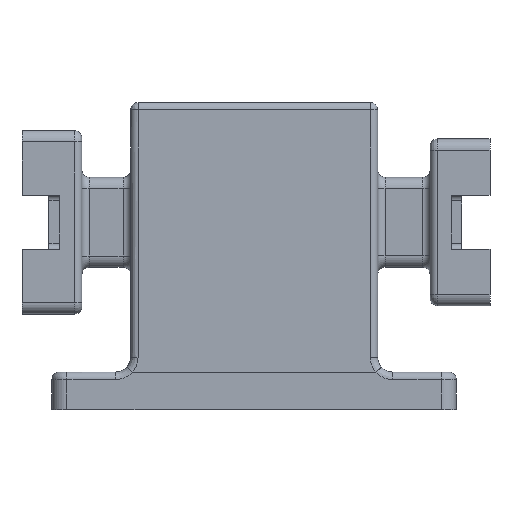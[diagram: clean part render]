
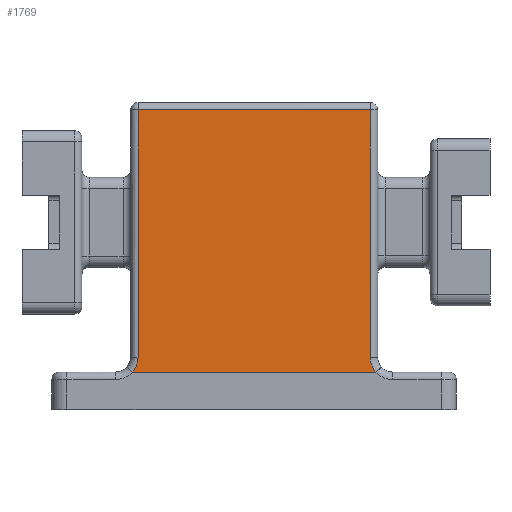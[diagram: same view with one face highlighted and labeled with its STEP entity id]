
A CAD part, front view. The second image highlights one B-rep face of the part: STEP entity #1769.
In plain terms, the highlighted planar face has unit normal (0, -1, 0).
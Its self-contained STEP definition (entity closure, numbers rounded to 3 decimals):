
#562 = EDGE_CURVE('',#563,#565,#567,.T.);
#563 = VERTEX_POINT('',#564);
#564 = CARTESIAN_POINT('',(-15.5,-16.,40.));
#565 = VERTEX_POINT('',#566);
#566 = CARTESIAN_POINT('',(-15.5,-16.,7.));
#567 = B_SPLINE_CURVE_WITH_KNOTS('',13,(#568,#569,#570,#571,#572,#573,
    #574,#575,#576,#577,#578,#579,#580,#581,#582,#583,#584,#585,#586,
    #587,#588,#589,#590,#591,#592,#593,#594,#595,#596,#597,#598,#599,
    #600,#601,#602,#603,#604,#605),.UNSPECIFIED.,.F.,.F.,(14,12,12,14),(
    -2.318,-2.315,-1.157,0.)
  ,.UNSPECIFIED.);
#568 = CARTESIAN_POINT('',(-15.5,-16.,41.177));
#569 = CARTESIAN_POINT('',(-15.5,-16.,41.163));
#570 = CARTESIAN_POINT('',(-15.5,-16.,41.15));
#571 = CARTESIAN_POINT('',(-15.5,-16.,41.137));
#572 = CARTESIAN_POINT('',(-15.5,-16.,41.124));
#573 = CARTESIAN_POINT('',(-15.5,-16.,41.111));
#574 = CARTESIAN_POINT('',(-15.5,-16.,41.098));
#575 = CARTESIAN_POINT('',(-15.5,-16.,41.085));
#576 = CARTESIAN_POINT('',(-15.5,-16.,41.072));
#577 = CARTESIAN_POINT('',(-15.5,-16.,41.059));
#578 = CARTESIAN_POINT('',(-15.5,-16.,41.046));
#579 = CARTESIAN_POINT('',(-15.5,-16.,41.033));
#580 = CARTESIAN_POINT('',(-15.5,-16.,41.02));
#581 = CARTESIAN_POINT('',(-15.5,-16.,36.028));
#582 = CARTESIAN_POINT('',(-15.5,-16.,
    31.665));
#583 = CARTESIAN_POINT('',(-15.5,-16.,27.859));
#584 = CARTESIAN_POINT('',(-15.5,-16.,
    24.558));
#585 = CARTESIAN_POINT('',(-15.5,-16.,
    21.711));
#586 = CARTESIAN_POINT('',(-15.5,-16.,
    19.272));
#587 = CARTESIAN_POINT('',(-15.5,-16.,
    17.195));
#588 = CARTESIAN_POINT('',(-15.501,-16.,
    15.438));
#589 = CARTESIAN_POINT('',(-15.501,-16.,
    13.962));
#590 = CARTESIAN_POINT('',(-15.501,-16.,
    12.732));
#591 = CARTESIAN_POINT('',(-15.501,-16.,11.714));
#592 = CARTESIAN_POINT('',(-15.502,-16.,
    10.876));
#593 = CARTESIAN_POINT('',(-15.503,-16.,9.509));
#594 = CARTESIAN_POINT('',(-15.504,-16.,
    8.979));
#595 = CARTESIAN_POINT('',(-15.505,-16.,
    8.575));
#596 = CARTESIAN_POINT('',(-15.507,-16.,
    8.273));
#597 = CARTESIAN_POINT('',(-15.507,-16.,
    8.042));
#598 = CARTESIAN_POINT('',(-15.516,-16.,
    7.891));
#599 = CARTESIAN_POINT('',(-15.504,-16.,
    7.735));
#600 = CARTESIAN_POINT('',(-15.53,-16.,
    7.671));
#601 = CARTESIAN_POINT('',(-15.509,-16.,
    7.528));
#602 = CARTESIAN_POINT('',(-15.507,-16.,
    7.402));
#603 = CARTESIAN_POINT('',(-15.502,-16.,
    7.267));
#604 = CARTESIAN_POINT('',(-15.5,-16.,
    7.134));
#605 = CARTESIAN_POINT('',(-15.5,-16.,7.));
#1692 = VERTEX_POINT('',#1693);
#1693 = CARTESIAN_POINT('',(-16.264,-16.,5.));
#1742 = EDGE_CURVE('',#565,#1692,#1743,.T.);
#1743 = ( BOUNDED_CURVE() B_SPLINE_CURVE(5,(#1744,#1745,#1746,#1747,
#1748,#1749),.UNSPECIFIED.,.F.,.F.) B_SPLINE_CURVE_WITH_KNOTS((6,6),(
0.,1.459),.PIECEWISE_BEZIER_KNOTS.) CURVE() 
GEOMETRIC_REPRESENTATION_ITEM() RATIONAL_B_SPLINE_CURVE((1.,1.,1.,1.,1.,
1.)) REPRESENTATION_ITEM('') );
#1744 = CARTESIAN_POINT('',(-15.5,-16.,7.));
#1745 = CARTESIAN_POINT('',(-15.5,-16.,6.562));
#1746 = CARTESIAN_POINT('',(-15.58,-16.,6.124));
#1747 = CARTESIAN_POINT('',(-15.74,-16.,5.706));
#1748 = CARTESIAN_POINT('',(-15.972,-16.,5.326));
#1749 = CARTESIAN_POINT('',(-16.264,-16.,5.));
#1769 = ADVANCED_FACE('',(#1770),#1807,.F.);
#1770 = FACE_BOUND('',#1771,.F.);
#1771 = EDGE_LOOP('',(#1772,#1773,#1781,#1789,#1800,#1806));
#1772 = ORIENTED_EDGE('',*,*,#562,.F.);
#1773 = ORIENTED_EDGE('',*,*,#1774,.T.);
#1774 = EDGE_CURVE('',#563,#1775,#1777,.T.);
#1775 = VERTEX_POINT('',#1776);
#1776 = CARTESIAN_POINT('',(15.5,-16.,40.));
#1777 = LINE('',#1778,#1779);
#1778 = CARTESIAN_POINT('',(-15.5,-16.,40.));
#1779 = VECTOR('',#1780,1.);
#1780 = DIRECTION('',(1.,0.,0.));
#1781 = ORIENTED_EDGE('',*,*,#1782,.F.);
#1782 = EDGE_CURVE('',#1783,#1775,#1785,.T.);
#1783 = VERTEX_POINT('',#1784);
#1784 = CARTESIAN_POINT('',(15.5,-16.,7.));
#1785 = LINE('',#1786,#1787);
#1786 = CARTESIAN_POINT('',(15.5,-16.,7.));
#1787 = VECTOR('',#1788,1.);
#1788 = DIRECTION('',(0.,0.,1.));
#1789 = ORIENTED_EDGE('',*,*,#1790,.F.);
#1790 = EDGE_CURVE('',#1791,#1783,#1793,.T.);
#1791 = VERTEX_POINT('',#1792);
#1792 = CARTESIAN_POINT('',(16.264,-16.,5.));
#1793 = ( BOUNDED_CURVE() B_SPLINE_CURVE(5,(#1794,#1795,#1796,#1797,
#1798,#1799),.UNSPECIFIED.,.F.,.F.) B_SPLINE_CURVE_WITH_KNOTS((6,6),(
86.107,87.566),.PIECEWISE_BEZIER_KNOTS.) CURVE() 
GEOMETRIC_REPRESENTATION_ITEM() RATIONAL_B_SPLINE_CURVE((1.,1.,1.,1.,1.,
1.)) REPRESENTATION_ITEM('') );
#1794 = CARTESIAN_POINT('',(16.264,-16.,5.));
#1795 = CARTESIAN_POINT('',(15.972,-16.,5.326));
#1796 = CARTESIAN_POINT('',(15.74,-16.,5.706));
#1797 = CARTESIAN_POINT('',(15.58,-16.,6.124));
#1798 = CARTESIAN_POINT('',(15.5,-16.,6.562));
#1799 = CARTESIAN_POINT('',(15.5,-16.,7.));
#1800 = ORIENTED_EDGE('',*,*,#1801,.F.);
#1801 = EDGE_CURVE('',#1692,#1791,#1802,.T.);
#1802 = LINE('',#1803,#1804);
#1803 = CARTESIAN_POINT('',(-16.5,-16.,5.));
#1804 = VECTOR('',#1805,1.);
#1805 = DIRECTION('',(1.,0.,0.));
#1806 = ORIENTED_EDGE('',*,*,#1742,.F.);
#1807 = PLANE('',#1808);
#1808 = AXIS2_PLACEMENT_3D('',#1809,#1810,#1811);
#1809 = CARTESIAN_POINT('',(-16.5,-16.,5.));
#1810 = DIRECTION('',(0.,1.,0.));
#1811 = DIRECTION('',(1.,0.,0.));
